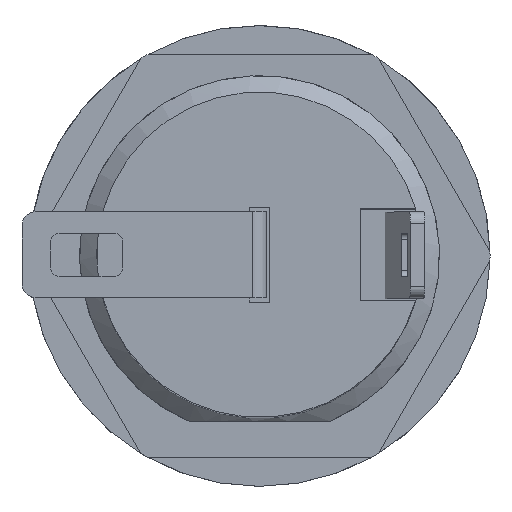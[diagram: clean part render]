
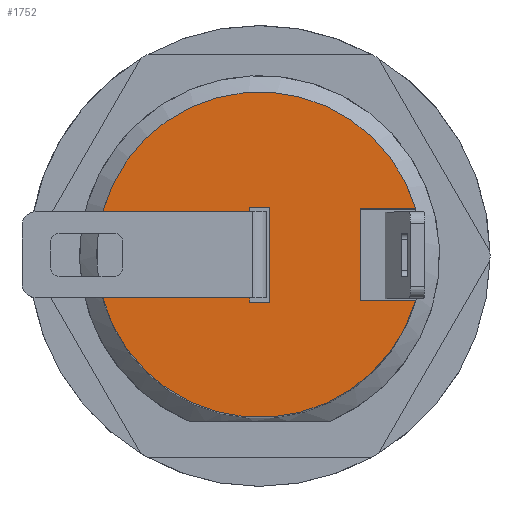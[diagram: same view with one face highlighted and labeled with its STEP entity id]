
A CAD part, top view. The second image highlights one B-rep face of the part: STEP entity #1752.
In plain terms, the highlighted planar face has unit normal (0, 0, 1).
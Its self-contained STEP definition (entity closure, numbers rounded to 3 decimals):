
#1398 = EDGE_CURVE( '', #4448, #4449, #4450, .T. );
#1486 = EDGE_CURVE( '', #4602, #4406, #4603, .T. );
#1752 = ADVANCED_FACE( '', ( #5037 ), #5038, .T. );
#2616 = EDGE_CURVE( '', #4690, #6301, #6302, .T. );
#2925 = EDGE_CURVE( '', #4449, #6306, #6713, .T. );
#2942 = EDGE_CURVE( '', #6733, #4448, #6734, .T. );
#3324 = EDGE_CURVE( '', #6733, #4406, #7207, .T. );
#3446 = EDGE_CURVE( '', #7347, #6325, #7348, .T. );
#3481 = EDGE_CURVE( '', #6325, #4690, #7387, .T. );
#3536 = EDGE_CURVE( '', #7452, #6301, #7453, .T. );
#3753 = EDGE_CURVE( '', #7712, #4602, #7713, .T. );
#3860 = EDGE_CURVE( '', #7452, #7712, #7839, .T. );
#3937 = EDGE_CURVE( '', #6306, #7347, #7924, .T. );
#4406 = VERTEX_POINT( '', #8461 );
#4448 = VERTEX_POINT( '', #8522 );
#4449 = VERTEX_POINT( '', #8523 );
#4450 = LINE( '', #8524, #8525 );
#4602 = VERTEX_POINT( '', #8839 );
#4603 = LINE( '', #8840, #8841 );
#4690 = VERTEX_POINT( '', #8962 );
#5037 = FACE_OUTER_BOUND( '', #9474, .T. );
#5038 = PLANE( '', #9475 );
#6301 = VERTEX_POINT( '', #11753 );
#6302 = LINE( '', #11754, #11755 );
#6306 = VERTEX_POINT( '', #11761 );
#6325 = VERTEX_POINT( '', #11791 );
#6713 = LINE( '', #12393, #12394 );
#6733 = VERTEX_POINT( '', #12424 );
#6734 = LINE( '', #12425, #12426 );
#7207 = CIRCLE( '', #13236, 5.65 );
#7347 = VERTEX_POINT( '', #13476 );
#7348 = LINE( '', #13477, #13478 );
#7387 = LINE( '', #13599, #13600 );
#7452 = VERTEX_POINT( '', #13708 );
#7453 = CIRCLE( '', #13709, 5.65 );
#7712 = VERTEX_POINT( '', #14122 );
#7713 = LINE( '', #14123, #14124 );
#7839 = LINE( '', #14323, #14324 );
#7924 = LINE( '', #14467, #14468 );
#8461 = CARTESIAN_POINT( '', ( 5.419, 1.6, 35.5 ) );
#8522 = CARTESIAN_POINT( '', ( -0.35, 1.5, 35.5 ) );
#8523 = CARTESIAN_POINT( '', ( -0.35, 1.65, 35.5 ) );
#8524 = CARTESIAN_POINT( '', ( -0.35, 1.5, 35.5 ) );
#8525 = VECTOR( '', #15402, 1000. );
#8839 = CARTESIAN_POINT( '', ( 3.5, 1.6, 35.5 ) );
#8840 = CARTESIAN_POINT( '', ( 3.5, 1.6, 35.5 ) );
#8841 = VECTOR( '', #15518, 1000. );
#8962 = CARTESIAN_POINT( '', ( -0.35, -1.5, 35.5 ) );
#9474 = EDGE_LOOP( '', ( #15856, #15857, #15858, #15859, #15860, #15861, #15862, #15863, #15864, #15865, #15866, #15867 ) );
#9475 = AXIS2_PLACEMENT_3D( '', #15868, #15869, #15870 );
#11753 = CARTESIAN_POINT( '', ( -5.447, -1.5, 35.5 ) );
#11754 = CARTESIAN_POINT( '', ( -0.35, -1.5, 35.5 ) );
#11755 = VECTOR( '', #17111, 1000. );
#11761 = CARTESIAN_POINT( '', ( 0.35, 1.65, 35.5 ) );
#11791 = CARTESIAN_POINT( '', ( -0.35, -1.65, 35.5 ) );
#12393 = CARTESIAN_POINT( '', ( -0.35, 1.65, 35.5 ) );
#12394 = VECTOR( '', #17660, 1000. );
#12424 = CARTESIAN_POINT( '', ( -5.447, 1.5, 35.5 ) );
#12425 = CARTESIAN_POINT( '', ( -5.447, 1.5, 35.5 ) );
#12426 = VECTOR( '', #17688, 1000. );
#13236 = AXIS2_PLACEMENT_3D( '', #18207, #18208, #18209 );
#13476 = CARTESIAN_POINT( '', ( 0.35, -1.65, 35.5 ) );
#13477 = CARTESIAN_POINT( '', ( 0.35, -1.65, 35.5 ) );
#13478 = VECTOR( '', #18328, 1000. );
#13599 = CARTESIAN_POINT( '', ( -0.35, -1.65, 35.5 ) );
#13600 = VECTOR( '', #18351, 1000. );
#13708 = CARTESIAN_POINT( '', ( 5.419, -1.6, 35.5 ) );
#13709 = AXIS2_PLACEMENT_3D( '', #18411, #18412, #18413 );
#14122 = CARTESIAN_POINT( '', ( 3.5, -1.6, 35.5 ) );
#14123 = CARTESIAN_POINT( '', ( 3.5, -1.6, 35.5 ) );
#14124 = VECTOR( '', #18965, 1000. );
#14323 = CARTESIAN_POINT( '', ( 5.419, -1.6, 35.5 ) );
#14324 = VECTOR( '', #19121, 1000. );
#14467 = CARTESIAN_POINT( '', ( 0.35, 1.65, 35.5 ) );
#14468 = VECTOR( '', #19218, 1000. );
#15402 = DIRECTION( '', ( 0., 1., 0. ) );
#15518 = DIRECTION( '', ( 1., 0., 0. ) );
#15856 = ORIENTED_EDGE( '', *, *, #1486, .T. );
#15857 = ORIENTED_EDGE( '', *, *, #3324, .F. );
#15858 = ORIENTED_EDGE( '', *, *, #2942, .T. );
#15859 = ORIENTED_EDGE( '', *, *, #1398, .T. );
#15860 = ORIENTED_EDGE( '', *, *, #2925, .T. );
#15861 = ORIENTED_EDGE( '', *, *, #3937, .T. );
#15862 = ORIENTED_EDGE( '', *, *, #3446, .T. );
#15863 = ORIENTED_EDGE( '', *, *, #3481, .T. );
#15864 = ORIENTED_EDGE( '', *, *, #2616, .T. );
#15865 = ORIENTED_EDGE( '', *, *, #3536, .F. );
#15866 = ORIENTED_EDGE( '', *, *, #3860, .T. );
#15867 = ORIENTED_EDGE( '', *, *, #3753, .T. );
#15868 = CARTESIAN_POINT( '', ( -5.719, -5.933, 35.5 ) );
#15869 = DIRECTION( '', ( 0., 0., 1. ) );
#15870 = DIRECTION( '', ( 1., 0., 0. ) );
#17111 = DIRECTION( '', ( -1., 0., 0. ) );
#17660 = DIRECTION( '', ( 1., 0., 0. ) );
#17688 = DIRECTION( '', ( 1., 0., 0. ) );
#18207 = CARTESIAN_POINT( '', ( 0., 0., 35.5 ) );
#18208 = DIRECTION( '', ( 0., 0., -1. ) );
#18209 = DIRECTION( '', ( 0., 1., 0. ) );
#18328 = DIRECTION( '', ( -1., 0., 0. ) );
#18351 = DIRECTION( '', ( 0., 1., 0. ) );
#18411 = CARTESIAN_POINT( '', ( 0., 0., 35.5 ) );
#18412 = DIRECTION( '', ( 0., 0., -1. ) );
#18413 = DIRECTION( '', ( 0., -1., 0. ) );
#18965 = DIRECTION( '', ( 0., 1., 0. ) );
#19121 = DIRECTION( '', ( -1., 0., 0. ) );
#19218 = DIRECTION( '', ( 0., -1., 0. ) );
